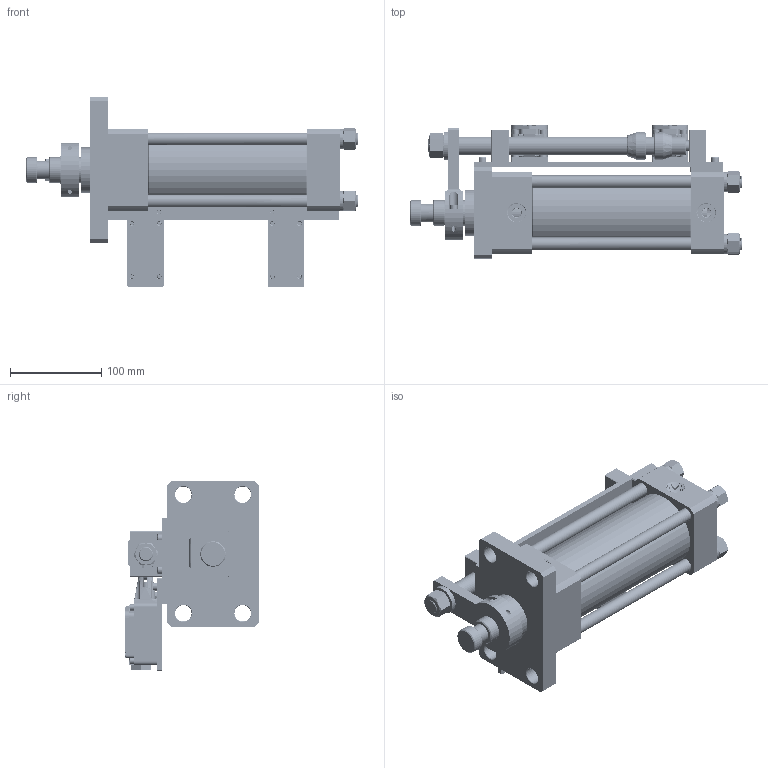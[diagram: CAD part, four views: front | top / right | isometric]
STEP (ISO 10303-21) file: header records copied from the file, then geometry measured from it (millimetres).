
FILE_DESCRIPTION (( 'STEP AP203' ), '1' );
FILE_NAME ('CHK-FA63-120D油缸三维图.STEP', '2013-03-16T01:14:14', ( 'user' ), ( 'Microsoft' ), 'SwSTEP 2.0', 'SolidWorks 2010', '' );
FILE_SCHEMA (( 'CONFIG_CONTROL_DESIGN' ));
Length unit declared in the file: millimetre
Products named in the file (35): ｻ鏸獷4; 綴遣喳杶_4; 俴最裝嘐隅釱_4; 菜輸_4; 333_GB_FASTENER_WASHER_SW 20_4; hexagon socket head cap screws gb_GB_FASTENER_SCREWS_HSHCS M6X35-N_4; hex socket set screws with flat point gb_GB_FASTENER_SCREWS_HSFP M5X8-N_4; hex socket set screws with flat point gb_GB_FASTENER_SCREWS_HSFP M5X12-N_4; 俴最羲壽_4; 詰芠63-120; 活塞杆63-120; 絳堤蟀諉啣_4; bead5; CHK-FA63-120D油缸三维图; 綴裔63_4; ヶ遣喳杶_4; 63ヶ裔_4; 渡杶_4; 楊擘_4; 俴最奪盓傅釱_4; 袉赽_4; 俴最羲壽嘐隅釱_4; hexagon socket head cap screws gb_GB_FASTENER_SCREWS_HSHCS M5X16-N_4; hexagon nuts grade c gb_GB_FASTENER_NUT_SNC1 M14-N_4; 333_GB_FASTENER_WASHER_SW 14_4; hexagon nuts grade c gb_GB_FASTENER_NUT_SNC1 M16-N_4; hexagon socket head cap screws gb_GB_FASTENER_SCREWS_HSHCS M5X10-N_4; hexagon socket head cap screws gb_GB_FASTENER_SCREWS_HSHCS M4X30-N_4; cross recessed countersunk head screws gb1_GB_CROSS_SCREWS_TYPE4 M3X6-4.35  H type-N_4; 絳堤蟀諉芛11_4; 絳堤蟀諉芛12_4; 絳堤菁啣63-120; 俴最裝63-120; 俴最奪63-120; 嶺裝63-120
Assembly tree (74 placements, depth 2):
  CHK-FA63-120D油缸三维图
    hexagon socket head cap screws gb_GB_FASTENER_SCREWS_HSHCS M5X16-N_4  x4
    綴裔63_4
    hexagon socket head cap screws gb_GB_FASTENER_SCREWS_HSHCS M6X35-N_4  x4
    hexagon nuts grade c gb_GB_FASTENER_NUT_SNC1 M14-N_4  x4
    333_GB_FASTENER_WASHER_SW 14_4  x4
    cross recessed countersunk head screws gb1_GB_CROSS_SCREWS_TYPE4 M3X6-4.35  H type-N_4  x10
    hexagon socket head cap screws gb_GB_FASTENER_SCREWS_HSHCS M5X10-N_4  x6
    絳堤蟀諉芛12_4
    菜輸_4
    hexagon socket head cap screws gb_GB_FASTENER_SCREWS_HSHCS M4X30-N_4  x8
    絳堤菁啣63-120
    俴最羲壽嘐隅釱_4  x2
    俴最羲壽_4  x2
    俴最奪63-120
    ｻ鏸獷4
    俴最裝嘐隅釱_4
    hex socket set screws with flat point gb_GB_FASTENER_SCREWS_HSFP M5X12-N_4
    綴遣喳杶_4
    渡杶_4
    詰芠63-120
    bead5
    絳堤蟀諉啣_4
    嶺裝63-120  x4
    ヶ遣喳杶_4
    hexagon nuts grade c gb_GB_FASTENER_NUT_SNC1 M16-N_4
    俴最奪盓傅釱_4
    袉赽_4  x2
    hex socket set screws with flat point gb_GB_FASTENER_SCREWS_HSFP M5X8-N_4  x2
    63ヶ裔_4
    333_GB_FASTENER_WASHER_SW 20_4
    活塞杆63-120
    楊擘_4
    絳堤蟀諉芛11_4
    俴最裝63-120
Bounding box: 364 x 146.05 x 208.24 mm (x, y, z)
Volume: 2152048 mm3; surface area: 575769 mm2
Topology: 73 solids, 74 shells, 2801 faces, 6890 edges, 4308 vertices
Faces by surface type: cylinder 1094, plane 960, cone 454, bspline 293
Entity records: 86227 total; most frequent: CARTESIAN_POINT 48057, ORIENTED_EDGE 7254, DIRECTION 6707, EDGE_CURVE 3628, AXIS2_PLACEMENT_3D 2590, VERTEX_POINT 2272, EDGE_LOOP 1697, VECTOR 1527
